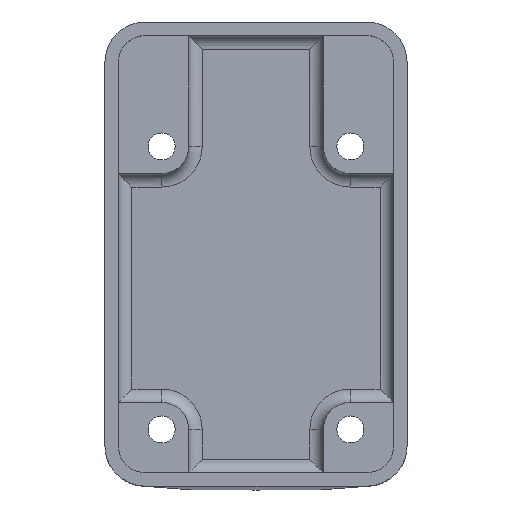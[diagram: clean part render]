
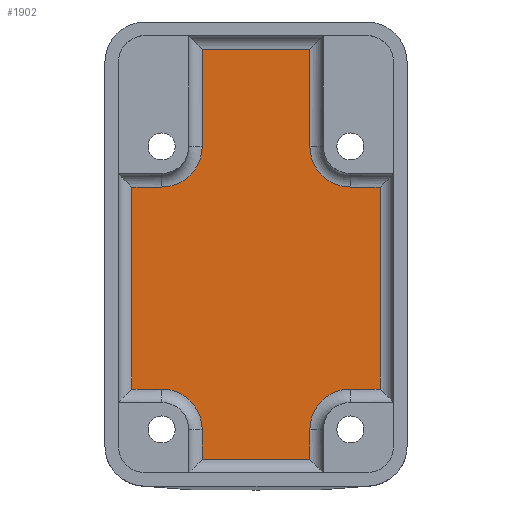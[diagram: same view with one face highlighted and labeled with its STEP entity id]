
A CAD part, top view. The second image highlights one B-rep face of the part: STEP entity #1902.
In plain terms, the highlighted planar face has unit normal (0, 0, 1).
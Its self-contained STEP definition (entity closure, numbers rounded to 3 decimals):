
#70=LINE('',#2785,#250);
#73=LINE('',#2798,#253);
#74=LINE('',#2802,#254);
#77=LINE('',#2813,#257);
#78=LINE('',#2817,#258);
#81=LINE('',#2828,#261);
#82=LINE('',#2837,#262);
#84=LINE('',#2846,#264);
#87=LINE('',#2852,#267);
#89=LINE('',#2859,#269);
#90=LINE('',#2867,#270);
#92=LINE('',#2876,#272);
#250=VECTOR('',#2221,10.);
#253=VECTOR('',#2232,10.);
#254=VECTOR('',#2237,10.);
#257=VECTOR('',#2246,10.);
#258=VECTOR('',#2251,10.);
#261=VECTOR('',#2260,10.);
#262=VECTOR('',#2273,10.);
#264=VECTOR('',#2285,10.);
#267=VECTOR('',#2290,10.);
#269=VECTOR('',#2298,10.);
#270=VECTOR('',#2309,10.);
#272=VECTOR('',#2321,10.);
#513=FACE_OUTER_BOUND('',#628,.T.);
#628=EDGE_LOOP('',(#1375,#1376,#1377,#1378,#1379,#1380,#1381,#1382,#1383,
#1384,#1385,#1386,#1387,#1388,#1389,#1390));
#740=CIRCLE('',#2029,6.);
#743=CIRCLE('',#2034,6.);
#747=CIRCLE('',#2043,6.);
#750=CIRCLE('',#2048,6.);
#806=VERTEX_POINT('',#2783);
#807=VERTEX_POINT('',#2784);
#812=VERTEX_POINT('',#2795);
#813=VERTEX_POINT('',#2797);
#814=VERTEX_POINT('',#2801);
#818=VERTEX_POINT('',#2810);
#819=VERTEX_POINT('',#2812);
#820=VERTEX_POINT('',#2816);
#824=VERTEX_POINT('',#2825);
#825=VERTEX_POINT('',#2827);
#827=VERTEX_POINT('',#2832);
#829=VERTEX_POINT('',#2841);
#831=VERTEX_POINT('',#2851);
#833=VERTEX_POINT('',#2857);
#835=VERTEX_POINT('',#2862);
#837=VERTEX_POINT('',#2871);
#983=EDGE_CURVE('',#806,#807,#70,.T.);
#989=EDGE_CURVE('',#812,#813,#73,.T.);
#991=EDGE_CURVE('',#813,#814,#74,.T.);
#996=EDGE_CURVE('',#818,#819,#77,.T.);
#998=EDGE_CURVE('',#819,#820,#78,.T.);
#1003=EDGE_CURVE('',#824,#825,#81,.T.);
#1006=EDGE_CURVE('',#827,#824,#740,.T.);
#1008=EDGE_CURVE('',#820,#827,#82,.T.);
#1011=EDGE_CURVE('',#829,#818,#743,.T.);
#1013=EDGE_CURVE('',#814,#829,#84,.T.);
#1016=EDGE_CURVE('',#825,#831,#87,.T.);
#1020=EDGE_CURVE('',#833,#806,#89,.T.);
#1022=EDGE_CURVE('',#835,#833,#747,.T.);
#1024=EDGE_CURVE('',#831,#835,#90,.T.);
#1027=EDGE_CURVE('',#837,#812,#750,.T.);
#1029=EDGE_CURVE('',#807,#837,#92,.T.);
#1375=ORIENTED_EDGE('',*,*,#1003,.F.);
#1376=ORIENTED_EDGE('',*,*,#1006,.F.);
#1377=ORIENTED_EDGE('',*,*,#1008,.F.);
#1378=ORIENTED_EDGE('',*,*,#998,.F.);
#1379=ORIENTED_EDGE('',*,*,#996,.F.);
#1380=ORIENTED_EDGE('',*,*,#1011,.F.);
#1381=ORIENTED_EDGE('',*,*,#1013,.F.);
#1382=ORIENTED_EDGE('',*,*,#991,.F.);
#1383=ORIENTED_EDGE('',*,*,#989,.F.);
#1384=ORIENTED_EDGE('',*,*,#1027,.F.);
#1385=ORIENTED_EDGE('',*,*,#1029,.F.);
#1386=ORIENTED_EDGE('',*,*,#983,.F.);
#1387=ORIENTED_EDGE('',*,*,#1020,.F.);
#1388=ORIENTED_EDGE('',*,*,#1022,.F.);
#1389=ORIENTED_EDGE('',*,*,#1024,.F.);
#1390=ORIENTED_EDGE('',*,*,#1016,.F.);
#1827=PLANE('',#2061);
#1902=ADVANCED_FACE('',(#513),#1827,.T.);
#2029=AXIS2_PLACEMENT_3D('',#2834,#2267,#2268);
#2034=AXIS2_PLACEMENT_3D('',#2843,#2279,#2280);
#2043=AXIS2_PLACEMENT_3D('',#2864,#2303,#2304);
#2048=AXIS2_PLACEMENT_3D('',#2873,#2315,#2316);
#2061=AXIS2_PLACEMENT_3D('',#2928,#2366,#2367);
#2221=DIRECTION('',(0.,1.,0.));
#2232=DIRECTION('',(0.,1.,0.));
#2237=DIRECTION('',(1.,0.,0.));
#2246=DIRECTION('',(1.,0.,0.));
#2251=DIRECTION('',(0.,-1.,0.));
#2260=DIRECTION('',(0.,-1.,0.));
#2267=DIRECTION('center_axis',(0.,0.,1.));
#2268=DIRECTION('ref_axis',(-0.707,0.707,0.));
#2273=DIRECTION('',(-1.,0.,0.));
#2279=DIRECTION('center_axis',(0.,0.,1.));
#2280=DIRECTION('ref_axis',(-0.707,-0.707,0.));
#2285=DIRECTION('',(0.,-1.,0.));
#2290=DIRECTION('',(-1.,0.,0.));
#2298=DIRECTION('',(-1.,0.,0.));
#2303=DIRECTION('center_axis',(0.,0.,1.));
#2304=DIRECTION('ref_axis',(0.707,0.707,0.));
#2309=DIRECTION('',(0.,1.,0.));
#2315=DIRECTION('center_axis',(0.,0.,1.));
#2316=DIRECTION('ref_axis',(0.707,-0.707,0.));
#2321=DIRECTION('',(1.,0.,0.));
#2366=DIRECTION('center_axis',(0.,0.,1.));
#2367=DIRECTION('ref_axis',(1.,0.,0.));
#2783=CARTESIAN_POINT('',(-40.76,14.408,-18.));
#2784=CARTESIAN_POINT('',(-40.76,44.318,-18.));
#2785=CARTESIAN_POINT('',(-40.76,20.183,-18.));
#2795=CARTESIAN_POINT('',(-30.348,50.318,-18.));
#2797=CARTESIAN_POINT('',(-30.348,64.73,-18.));
#2798=CARTESIAN_POINT('',(-30.348,42.342,-18.));
#2801=CARTESIAN_POINT('',(-14.408,64.73,-18.));
#2802=CARTESIAN_POINT('',(-30.57,64.73,-18.));
#2810=CARTESIAN_POINT('',(-8.408,44.318,-18.));
#2812=CARTESIAN_POINT('',(-4.,44.318,-18.));
#2813=CARTESIAN_POINT('',(-15.394,44.318,-18.));
#2816=CARTESIAN_POINT('',(-4.,14.408,-18.));
#2817=CARTESIAN_POINT('',(-4.,48.548,-18.));
#2825=CARTESIAN_POINT('',(-14.408,8.408,-18.));
#2827=CARTESIAN_POINT('',(-14.408,4.,-18.));
#2828=CARTESIAN_POINT('',(-14.408,21.387,-18.));
#2832=CARTESIAN_POINT('',(-8.408,14.408,-18.));
#2834=CARTESIAN_POINT('Origin',(-8.408,8.408,-18.));
#2837=CARTESIAN_POINT('',(-12.19,14.408,-18.));
#2841=CARTESIAN_POINT('',(-14.408,50.318,-18.));
#2843=CARTESIAN_POINT('Origin',(-8.408,50.318,-18.));
#2846=CARTESIAN_POINT('',(-14.408,50.548,-18.));
#2851=CARTESIAN_POINT('',(-30.348,4.,-18.));
#2852=CARTESIAN_POINT('',(-14.19,4.,-18.));
#2857=CARTESIAN_POINT('',(-36.348,14.408,-18.));
#2859=CARTESIAN_POINT('',(-29.364,14.408,-18.));
#2862=CARTESIAN_POINT('',(-30.348,8.408,-18.));
#2864=CARTESIAN_POINT('Origin',(-36.348,8.408,-18.));
#2867=CARTESIAN_POINT('',(-30.348,18.183,-18.));
#2871=CARTESIAN_POINT('',(-36.348,44.318,-18.));
#2873=CARTESIAN_POINT('Origin',(-36.348,50.318,-18.));
#2876=CARTESIAN_POINT('',(-32.57,44.318,-18.));
#2928=CARTESIAN_POINT('Origin',(-22.38,34.365,-18.));
